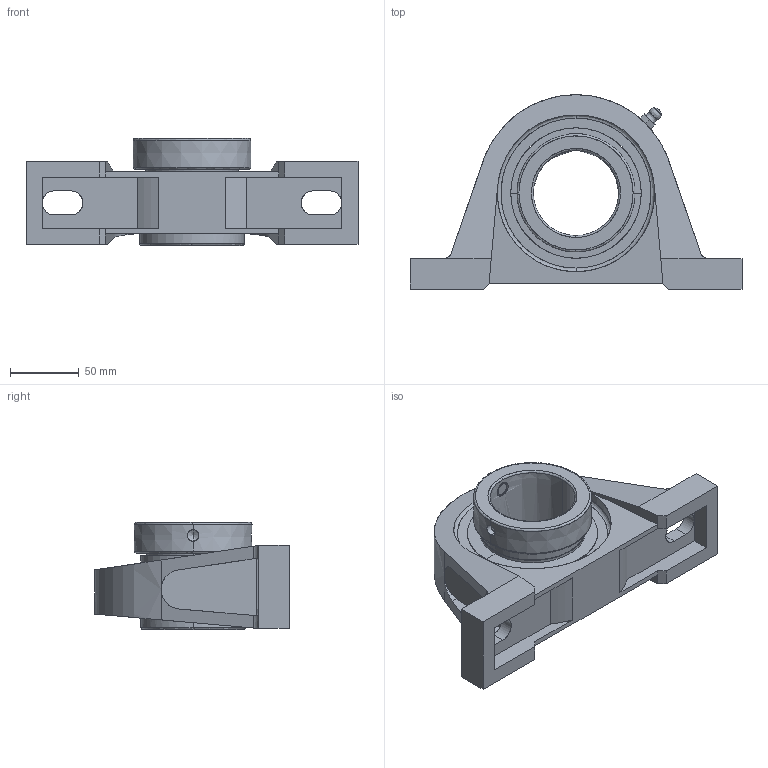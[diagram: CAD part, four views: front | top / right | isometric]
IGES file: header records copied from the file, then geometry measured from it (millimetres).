
Start section: SolidWorks IGES file using analytic representation for surfaces
Global section: file name: VPDEFAU050195142284.igs; native system: SolidWorks 2008; preprocessor: SolidWorks 2008; author: partstream; date: 080501.095109; units: millimetre
Bounding box: 241.3 x 141.29 x 77.79 mm (x, y, z)
Surface area: 116233.6 mm2 (no closed solid volume)
Topology: 0 solids, 0 shells, 145 faces, 2753 edges, 2755 vertices
Faces by surface type: bspline 84, revolution 61
